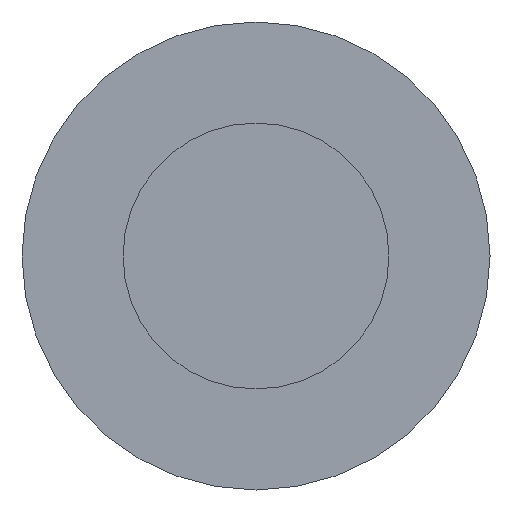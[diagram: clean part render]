
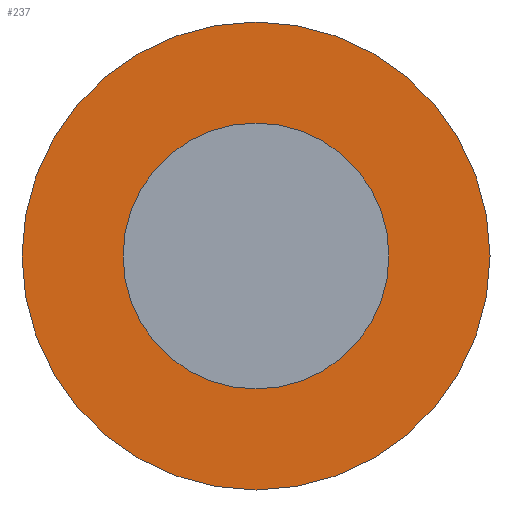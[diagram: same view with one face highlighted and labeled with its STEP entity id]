
A CAD part, front view. The second image highlights one B-rep face of the part: STEP entity #237.
In plain terms, the highlighted planar face has unit normal (0, -1, 0).
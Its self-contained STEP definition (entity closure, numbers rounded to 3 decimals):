
#10 = DIRECTION ( 'NONE',  ( 0., 1., 0. ) ) ;
#18 = CIRCLE ( 'NONE', #376, 1.25 ) ;
#23 = ORIENTED_EDGE ( 'NONE', *, *, #332, .T. ) ;
#27 = CIRCLE ( 'NONE', #356, 2.2 ) ;
#35 = EDGE_LOOP ( 'NONE', ( #23, #236 ) ) ;
#50 = CIRCLE ( 'NONE', #79, 2.2 ) ;
#52 = VERTEX_POINT ( 'NONE', #72 ) ;
#54 = CARTESIAN_POINT ( 'NONE',  ( 0., -2.5, 1.25 ) ) ;
#60 = DIRECTION ( 'NONE',  ( 0., -1., 0. ) ) ;
#63 = VERTEX_POINT ( 'NONE', #77 ) ;
#65 = CIRCLE ( 'NONE', #133, 1.25 ) ;
#68 = CARTESIAN_POINT ( 'NONE',  ( 0., -2.5, 0. ) ) ;
#72 = CARTESIAN_POINT ( 'NONE',  ( 0., -2.5, -1.25 ) ) ;
#76 = FACE_OUTER_BOUND ( 'NONE', #35, .T. ) ;
#77 = CARTESIAN_POINT ( 'NONE',  ( 0., -2.5, 2.2 ) ) ;
#79 = AXIS2_PLACEMENT_3D ( 'NONE', #68, #202, #441 ) ;
#110 = DIRECTION ( 'NONE',  ( 0., -1., 0. ) ) ;
#125 = EDGE_CURVE ( 'NONE', #212, #63, #27, .T. ) ;
#133 = AXIS2_PLACEMENT_3D ( 'NONE', #415, #60, #273 ) ;
#137 = ORIENTED_EDGE ( 'NONE', *, *, #389, .F. ) ;
#138 = EDGE_CURVE ( 'NONE', #247, #52, #18, .T. ) ;
#139 = FACE_BOUND ( 'NONE', #197, .T. ) ;
#187 = DIRECTION ( 'NONE',  ( 0., 0., 1. ) ) ;
#189 = ORIENTED_EDGE ( 'NONE', *, *, #138, .F. ) ;
#197 = EDGE_LOOP ( 'NONE', ( #137, #189 ) ) ;
#202 = DIRECTION ( 'NONE',  ( 0., -1., 0. ) ) ;
#212 = VERTEX_POINT ( 'NONE', #353 ) ;
#236 = ORIENTED_EDGE ( 'NONE', *, *, #125, .T. ) ;
#237 = ADVANCED_FACE ( 'NONE', ( #76, #139 ), #403, .F. ) ;
#247 = VERTEX_POINT ( 'NONE', #54 ) ;
#263 = CARTESIAN_POINT ( 'NONE',  ( 0., -2.5, 0. ) ) ;
#273 = DIRECTION ( 'NONE',  ( 0., 0., 1. ) ) ;
#287 = CARTESIAN_POINT ( 'NONE',  ( 0., -2.5, 0. ) ) ;
#318 = CARTESIAN_POINT ( 'NONE',  ( 0., -2.5, 0. ) ) ;
#332 = EDGE_CURVE ( 'NONE', #63, #212, #50, .T. ) ;
#353 = CARTESIAN_POINT ( 'NONE',  ( 0., -2.5, -2.2 ) ) ;
#356 = AXIS2_PLACEMENT_3D ( 'NONE', #318, #110, #394 ) ;
#376 = AXIS2_PLACEMENT_3D ( 'NONE', #287, #425, #392 ) ;
#389 = EDGE_CURVE ( 'NONE', #52, #247, #65, .T. ) ;
#392 = DIRECTION ( 'NONE',  ( 0., 0., 1. ) ) ;
#394 = DIRECTION ( 'NONE',  ( 0., 0., 1. ) ) ;
#403 = PLANE ( 'NONE',  #445 ) ;
#415 = CARTESIAN_POINT ( 'NONE',  ( 0., -2.5, 0. ) ) ;
#425 = DIRECTION ( 'NONE',  ( 0., -1., 0. ) ) ;
#441 = DIRECTION ( 'NONE',  ( 0., 0., 1. ) ) ;
#445 = AXIS2_PLACEMENT_3D ( 'NONE', #263, #10, #187 ) ;
